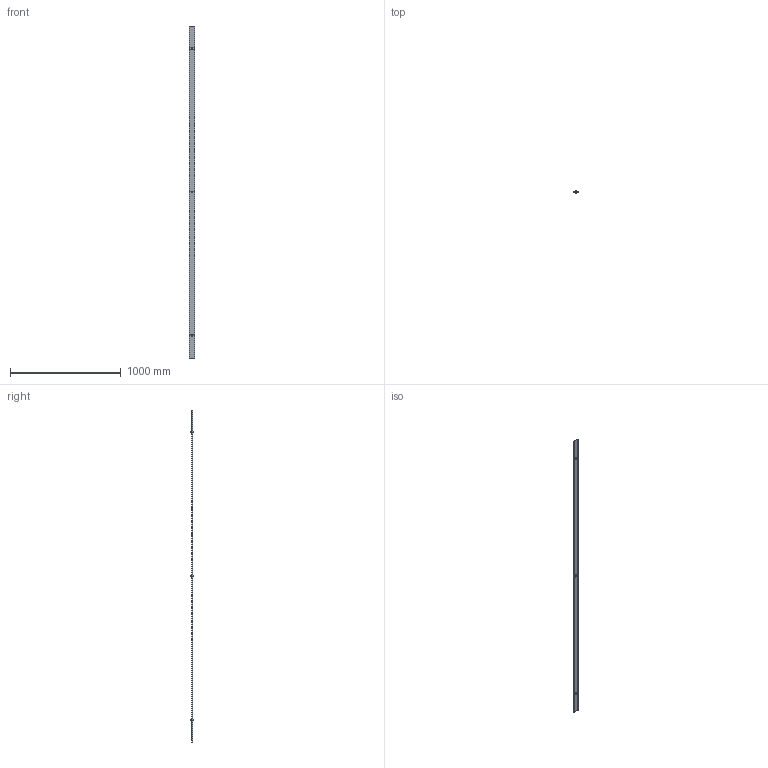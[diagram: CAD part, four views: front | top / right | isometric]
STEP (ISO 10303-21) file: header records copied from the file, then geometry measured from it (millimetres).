
FILE_DESCRIPTION (( 'STEP AP214' ), '1' );
FILE_NAME ('6080197.stp', '2023-02-10T12:30:11', ( '' ), ( '' ), 'SwSTEP 2.0', 'SolidWorks 2022', '' );
FILE_SCHEMA (( 'AUTOMOTIVE_DESIGN' ));
Length unit declared in the file: millimetre
Products named in the file (6): KTS 08.082-023; KTS 14.002-012_M8x16; KTS 08.083-001_Standard; 116570_L=3000; 020263_DIN EN ISO 10511 - M8 ; 6080197
Assembly tree (13 placements, depth 2):
  6080197
    116570_L=3000
    KTS 08.082-023  x3
    KTS 14.002-012_M8x16  x3
    020263_DIN EN ISO 10511 - M8   x3
    KTS 08.083-001_Standard  x3
Bounding box: 53.5 x 20.47 x 3000 mm (x, y, z)
Volume: 175032.3 mm3; surface area: 448827.1 mm2
Topology: 13 solids, 13 shells, 330 faces, 768 edges, 476 vertices
Faces by surface type: plane 189, cylinder 81, cone 39, bspline 12, torus 6, sphere 3
Full cylindrical faces by diameter (mm): 6.65 x3, 8 x6, 9.429 x3, 13 x3, 15.5 x3, 16.5 x3, 20 x3, 22 x3
Entity records: 4119 total; most frequent: CARTESIAN_POINT 828, DIRECTION 564, ORIENTED_EDGE 556, EDGE_CURVE 278, AXIS2_PLACEMENT_3D 198, VERTEX_POINT 182, LINE 168, VECTOR 168
